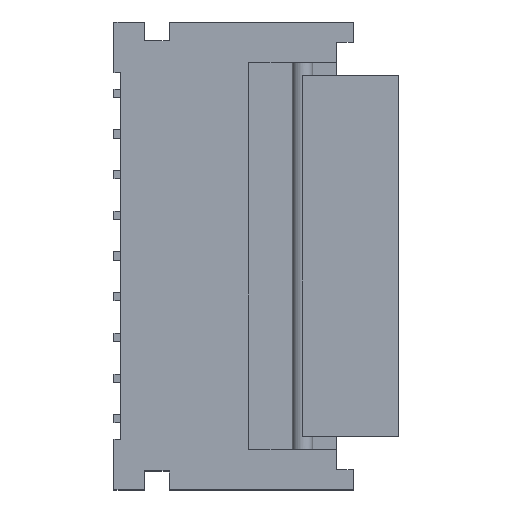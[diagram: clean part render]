
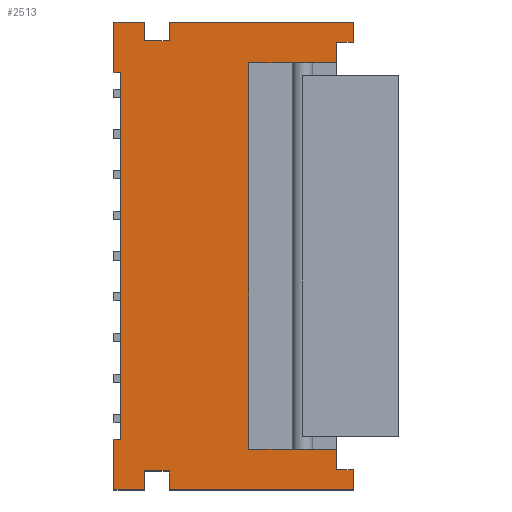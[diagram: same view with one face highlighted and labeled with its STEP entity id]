
A CAD part, top view. The second image highlights one B-rep face of the part: STEP entity #2513.
In plain terms, the highlighted planar face has unit normal (0, 0, 1).
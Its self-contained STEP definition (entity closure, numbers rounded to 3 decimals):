
#27=VECTOR('',#28,1.);
#28=DIRECTION('',(-1.,0.,0.));
#41=VECTOR('',#42,1.);
#42=DIRECTION('',(1.,0.,0.));
#48=DIRECTION('',(0.,-1.,0.));
#68=VECTOR('',#48,1.);
#82=DIRECTION('',(0.,-1.,0.));
#173=VECTOR('',#174,1.);
#174=DIRECTION('',(0.,1.,0.));
#589=DIRECTION('',(0.,0.,1.));
#613=VERTEX_POINT('',#614);
#614=CARTESIAN_POINT('',(-1.718,-2.705,0.9));
#615=ORIENTED_EDGE('',*,*,#616,.T.);
#616=EDGE_CURVE('',#613,#617,#619,.T.);
#617=VERTEX_POINT('',#618);
#618=CARTESIAN_POINT('',(-1.718,-3.45,0.9));
#619=LINE('',#614,#68);
#1146=VERTEX_POINT('',#1147);
#1147=CARTESIAN_POINT('',(-1.718,2.705,0.9));
#1149=EDGE_CURVE('',#1146,#1150,#1152,.T.);
#1150=VERTEX_POINT('',#1151);
#1151=CARTESIAN_POINT('',(-1.718,3.45,0.9));
#1152=B_SPLINE_CURVE_WITH_KNOTS('',1,(#1147,#1151),.UNSPECIFIED.,.F.,.F.,(2,2),(0.,0.745),.PIECEWISE_BEZIER_KNOTS.);
#1162=EDGE_CURVE('',#1150,#1163,#1165,.T.);
#1163=VERTEX_POINT('',#1164);
#1164=CARTESIAN_POINT('',(-1.268,3.45,0.9));
#1165=B_SPLINE_CURVE_WITH_KNOTS('',1,(#1151,#1164),.UNSPECIFIED.,.F.,.F.,(2,2),(0.,0.45),.PIECEWISE_BEZIER_KNOTS.);
#1175=EDGE_CURVE('',#1163,#1176,#1178,.T.);
#1176=VERTEX_POINT('',#1177);
#1177=CARTESIAN_POINT('',(-1.268,3.17,0.9));
#1178=B_SPLINE_CURVE_WITH_KNOTS('',1,(#1164,#1177),.UNSPECIFIED.,.F.,.F.,(2,2),(0.,0.28),.PIECEWISE_BEZIER_KNOTS.);
#1188=EDGE_CURVE('',#1176,#1189,#1191,.T.);
#1189=VERTEX_POINT('',#1190);
#1190=CARTESIAN_POINT('',(-0.903,3.17,0.9));
#1191=B_SPLINE_CURVE_WITH_KNOTS('',1,(#1177,#1190),.UNSPECIFIED.,.F.,.F.,(2,2),(0.,0.365),.PIECEWISE_BEZIER_KNOTS.);
#1201=EDGE_CURVE('',#1189,#1202,#1204,.T.);
#1202=VERTEX_POINT('',#1203);
#1203=CARTESIAN_POINT('',(-0.903,3.45,0.9));
#1204=B_SPLINE_CURVE_WITH_KNOTS('',1,(#1190,#1203),.UNSPECIFIED.,.F.,.F.,(2,2),(0.,0.28),.PIECEWISE_BEZIER_KNOTS.);
#1214=EDGE_CURVE('',#1202,#1215,#1217,.T.);
#1215=VERTEX_POINT('',#1216);
#1216=CARTESIAN_POINT('',(1.813,3.45,0.9));
#1217=B_SPLINE_CURVE_WITH_KNOTS('',1,(#1203,#1216),.UNSPECIFIED.,.F.,.F.,(2,2),(0.,2.715),.PIECEWISE_BEZIER_KNOTS.);
#1227=EDGE_CURVE('',#1215,#1228,#1230,.T.);
#1228=VERTEX_POINT('',#1229);
#1229=CARTESIAN_POINT('',(1.813,3.15,0.9));
#1230=B_SPLINE_CURVE_WITH_KNOTS('',1,(#1216,#1229),.UNSPECIFIED.,.F.,.F.,(2,2),(0.,0.3),.PIECEWISE_BEZIER_KNOTS.);
#1240=EDGE_CURVE('',#1228,#1241,#1243,.T.);
#1241=VERTEX_POINT('',#1242);
#1242=CARTESIAN_POINT('',(1.563,3.15,0.9));
#1243=B_SPLINE_CURVE_WITH_KNOTS('',1,(#1229,#1242),.UNSPECIFIED.,.F.,.F.,(2,2),(0.,0.25),.PIECEWISE_BEZIER_KNOTS.);
#1253=EDGE_CURVE('',#1241,#1254,#1256,.T.);
#1254=VERTEX_POINT('',#1255);
#1255=CARTESIAN_POINT('',(1.563,2.85,0.9));
#1256=B_SPLINE_CURVE_WITH_KNOTS('',1,(#1242,#1257),.UNSPECIFIED.,.F.,.F.,(2,2),(0.,3.15),.PIECEWISE_BEZIER_KNOTS.);
#1257=CARTESIAN_POINT('',(1.563,0.,0.9));
#2056=VERTEX_POINT('',#2057);
#2057=CARTESIAN_POINT('',(1.563,-3.15,0.9));
#2059=ORIENTED_EDGE('',*,*,#2060,.T.);
#2060=EDGE_CURVE('',#2056,#2061,#2063,.T.);
#2061=VERTEX_POINT('',#2062);
#2062=CARTESIAN_POINT('',(1.563,-2.85,0.9));
#2063=LINE('',#2057,#173);
#2077=VERTEX_POINT('',#2078);
#2078=CARTESIAN_POINT('',(1.813,-3.15,0.9));
#2080=ORIENTED_EDGE('',*,*,#2081,.T.);
#2081=EDGE_CURVE('',#2077,#2056,#2082,.T.);
#2082=LINE('',#2078,#27);
#2092=VERTEX_POINT('',#2093);
#2093=CARTESIAN_POINT('',(1.813,-3.45,0.9));
#2095=ORIENTED_EDGE('',*,*,#2096,.T.);
#2096=EDGE_CURVE('',#2092,#2077,#2097,.T.);
#2097=LINE('',#2093,#173);
#2107=VERTEX_POINT('',#2108);
#2108=CARTESIAN_POINT('',(-0.903,-3.45,0.9));
#2110=ORIENTED_EDGE('',*,*,#2111,.T.);
#2111=EDGE_CURVE('',#2107,#2092,#2112,.T.);
#2112=LINE('',#2108,#41);
#2122=VERTEX_POINT('',#2123);
#2123=CARTESIAN_POINT('',(-0.903,-3.17,0.9));
#2125=ORIENTED_EDGE('',*,*,#2126,.T.);
#2126=EDGE_CURVE('',#2122,#2107,#2127,.T.);
#2127=LINE('',#2123,#68);
#2137=VERTEX_POINT('',#2138);
#2138=CARTESIAN_POINT('',(-1.268,-3.17,0.9));
#2140=ORIENTED_EDGE('',*,*,#2141,.T.);
#2141=EDGE_CURVE('',#2137,#2122,#2142,.T.);
#2142=LINE('',#2138,#41);
#2152=VERTEX_POINT('',#2153);
#2153=CARTESIAN_POINT('',(-1.268,-3.45,0.9));
#2155=ORIENTED_EDGE('',*,*,#2156,.T.);
#2156=EDGE_CURVE('',#2152,#2137,#2157,.T.);
#2157=LINE('',#2153,#173);
#2166=ORIENTED_EDGE('',*,*,#2167,.T.);
#2167=EDGE_CURVE('',#617,#2152,#2168,.T.);
#2168=LINE('',#618,#41);
#2513=ADVANCED_FACE('',(#2514),#2557,.T.);
#2514=FACE_BOUND('',#2515,.T.);
#2515=EDGE_LOOP('',(#2516,#2523,#2528,#615,#2166,#2155,#2140,#2125,#2110,#2095,#2080,#2059,#2531,#2536,#2541,#2545,#2546,#2547,#2548,#2549,#2550,#2551,#2552,#2553,#2554));
#2516=ORIENTED_EDGE('',*,*,#2517,.F.);
#2517=EDGE_CURVE('',#2518,#2520,#2522,.T.);
#2518=VERTEX_POINT('',#2519);
#2519=CARTESIAN_POINT('',(-1.618,0.,0.9));
#2520=VERTEX_POINT('',#2521);
#2521=CARTESIAN_POINT('',(-1.618,2.705,0.9));
#2522=B_SPLINE_CURVE_WITH_KNOTS('',1,(#2519,#2521),.UNSPECIFIED.,.F.,.F.,(2,2),(0.,2.705),.PIECEWISE_BEZIER_KNOTS.);
#2523=ORIENTED_EDGE('',*,*,#2524,.T.);
#2524=EDGE_CURVE('',#2518,#2525,#2527,.T.);
#2525=VERTEX_POINT('',#2526);
#2526=CARTESIAN_POINT('',(-1.618,-2.705,0.9));
#2527=LINE('',#2519,#68);
#2528=ORIENTED_EDGE('',*,*,#2529,.T.);
#2529=EDGE_CURVE('',#2525,#613,#2530,.T.);
#2530=LINE('',#2526,#27);
#2531=ORIENTED_EDGE('',*,*,#2532,.F.);
#2532=EDGE_CURVE('',#2533,#2061,#2535,.T.);
#2533=VERTEX_POINT('',#2534);
#2534=CARTESIAN_POINT('',(0.273,-2.85,0.9));
#2535=LINE('',#2534,#41);
#2536=ORIENTED_EDGE('',*,*,#2537,.F.);
#2537=EDGE_CURVE('',#2538,#2533,#2540,.T.);
#2538=VERTEX_POINT('',#2539);
#2539=CARTESIAN_POINT('',(0.273,2.85,0.9));
#2540=LINE('',#2539,#68);
#2541=ORIENTED_EDGE('',*,*,#2542,.F.);
#2542=EDGE_CURVE('',#1254,#2538,#2543,.T.);
#2543=LINE('',#2544,#27);
#2544=CARTESIAN_POINT('',(1.813,2.85,0.9));
#2545=ORIENTED_EDGE('',*,*,#1253,.F.);
#2546=ORIENTED_EDGE('',*,*,#1240,.F.);
#2547=ORIENTED_EDGE('',*,*,#1227,.F.);
#2548=ORIENTED_EDGE('',*,*,#1214,.F.);
#2549=ORIENTED_EDGE('',*,*,#1201,.F.);
#2550=ORIENTED_EDGE('',*,*,#1188,.F.);
#2551=ORIENTED_EDGE('',*,*,#1175,.F.);
#2552=ORIENTED_EDGE('',*,*,#1162,.F.);
#2553=ORIENTED_EDGE('',*,*,#1149,.F.);
#2554=ORIENTED_EDGE('',*,*,#2555,.F.);
#2555=EDGE_CURVE('',#2520,#1146,#2556,.T.);
#2556=B_SPLINE_CURVE_WITH_KNOTS('',1,(#2521,#1147),.UNSPECIFIED.,.F.,.F.,(2,2),(0.,0.1),.PIECEWISE_BEZIER_KNOTS.);
#2557=PLANE('',#2558);
#2558=AXIS2_PLACEMENT_3D('',#2559,#589,#82);
#2559=CARTESIAN_POINT('',(-0.033,0.,0.9));
